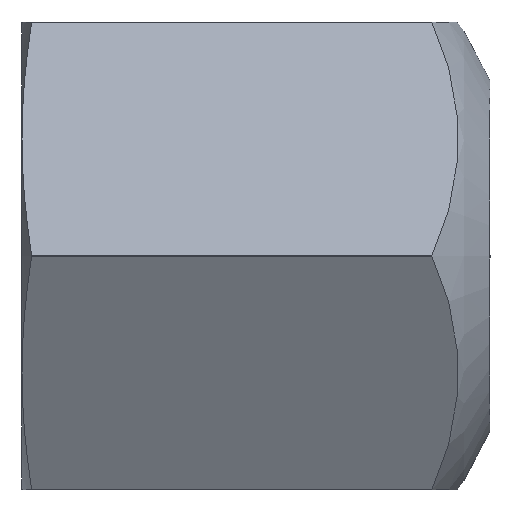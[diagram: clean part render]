
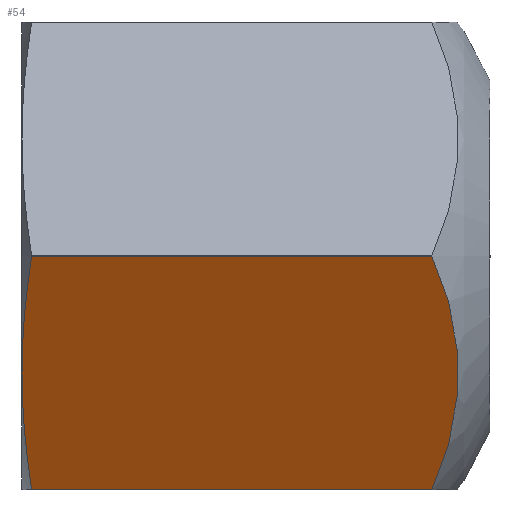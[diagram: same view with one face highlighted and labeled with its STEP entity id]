
A CAD part, front view. The second image highlights one B-rep face of the part: STEP entity #54.
In plain terms, the highlighted planar face has unit normal (0, -0.866, -0.5).
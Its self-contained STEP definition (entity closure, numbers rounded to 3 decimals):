
#54 = ADVANCED_FACE( '', ( #123 ), #124, .F. );
#123 = FACE_OUTER_BOUND( '', #208, .T. );
#124 = PLANE( '', #209 );
#208 = EDGE_LOOP( '', ( #300, #301, #302, #303, #304 ) );
#209 = AXIS2_PLACEMENT_3D( '', #305, #306, #307 );
#300 = ORIENTED_EDGE( '', *, *, #492, .F. );
#301 = ORIENTED_EDGE( '', *, *, #493, .T. );
#302 = ORIENTED_EDGE( '', *, *, #494, .F. );
#303 = ORIENTED_EDGE( '', *, *, #495, .F. );
#304 = ORIENTED_EDGE( '', *, *, #496, .F. );
#305 = CARTESIAN_POINT( '', ( 0., -13.856, 0. ) );
#306 = DIRECTION( '', ( 0., 0.866, 0.5 ) );
#307 = DIRECTION( '', ( 0., -0.5, 0.866 ) );
#492 = EDGE_CURVE( '', #578, #579, #580, .F. );
#493 = EDGE_CURVE( '', #578, #581, #582, .F. );
#494 = EDGE_CURVE( '', #583, #581, #584, .T. );
#495 = EDGE_CURVE( '', #585, #583, #586, .T. );
#496 = EDGE_CURVE( '', #579, #585, #587, .T. );
#578 = VERTEX_POINT( '', #703 );
#579 = VERTEX_POINT( '', #704 );
#580 = LINE( '', #705, #706 );
#581 = VERTEX_POINT( '', #707 );
#582 = CIRCLE( '', #708, 18.439 );
#583 = VERTEX_POINT( '', #709 );
#584 = LINE( '', #710, #711 );
#585 = VERTEX_POINT( '', #712 );
#586 = B_SPLINE_CURVE_WITH_KNOTS( '', 3, ( #713, #714, #715, #716, #717, #718 ), .UNSPECIFIED., .F., .F., ( 4, 2, 4 ), ( 0.007, 0.01, 0.014 ), .UNSPECIFIED. );
#587 = B_SPLINE_CURVE_WITH_KNOTS( '', 3, ( #719, #720, #721, #722, #723, #724 ), .UNSPECIFIED., .F., .F., ( 4, 2, 4 ), ( 0., 0.003, 0.007 ), .UNSPECIFIED. );
#703 = CARTESIAN_POINT( '', ( -2.982, -6.935, -11.989 ) );
#704 = CARTESIAN_POINT( '', ( -23.504, -6.935, -11.989 ) );
#705 = CARTESIAN_POINT( '', ( 0., -6.935, -11.989 ) );
#706 = VECTOR( '', #869, 1000. );
#707 = CARTESIAN_POINT( '', ( -2.982, -13.85, -0.011 ) );
#708 = AXIS2_PLACEMENT_3D( '', #870, #871, #872 );
#709 = CARTESIAN_POINT( '', ( -23.504, -13.85, -0.011 ) );
#710 = CARTESIAN_POINT( '', ( 0., -13.85, -0.011 ) );
#711 = VECTOR( '', #873, 1000. );
#712 = CARTESIAN_POINT( '', ( -24., -10.392, -6. ) );
#713 = CARTESIAN_POINT( '', ( -24., -10.392, -6. ) );
#714 = CARTESIAN_POINT( '', ( -24., -10.969, -5.002 ) );
#715 = CARTESIAN_POINT( '', ( -23.955, -11.545, -4.004 ) );
#716 = CARTESIAN_POINT( '', ( -23.784, -12.697, -2.007 ) );
#717 = CARTESIAN_POINT( '', ( -23.658, -13.274, -1.009 ) );
#718 = CARTESIAN_POINT( '', ( -23.504, -13.85, -0.011 ) );
#719 = CARTESIAN_POINT( '', ( -23.504, -6.935, -11.989 ) );
#720 = CARTESIAN_POINT( '', ( -23.658, -7.511, -10.991 ) );
#721 = CARTESIAN_POINT( '', ( -23.784, -8.087, -9.993 ) );
#722 = CARTESIAN_POINT( '', ( -23.955, -9.24, -7.996 ) );
#723 = CARTESIAN_POINT( '', ( -24., -9.816, -6.998 ) );
#724 = CARTESIAN_POINT( '', ( -24., -10.392, -6. ) );
#869 = DIRECTION( '', ( 1., 0., 0. ) );
#870 = CARTESIAN_POINT( '', ( -20.075, -10.392, -6. ) );
#871 = DIRECTION( '', ( 0., 0.866, 0.5 ) );
#872 = DIRECTION( '', ( 0., -0.5, 0.866 ) );
#873 = DIRECTION( '', ( 1., 0., 0. ) );
